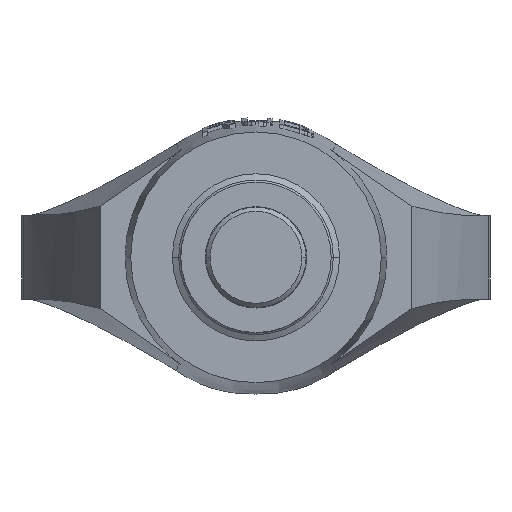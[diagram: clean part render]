
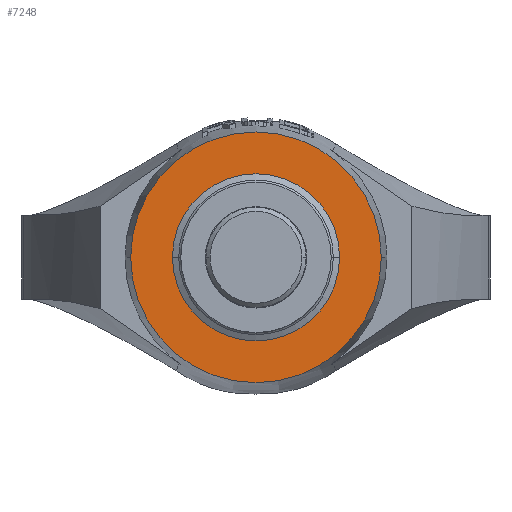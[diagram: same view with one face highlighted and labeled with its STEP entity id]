
A CAD part, front view. The second image highlights one B-rep face of the part: STEP entity #7248.
In plain terms, the highlighted planar face has unit normal (0, -1, 0).
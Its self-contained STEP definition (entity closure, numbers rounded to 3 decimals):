
#2=CARTESIAN_POINT('',(0.,-27.,0.));
#3=DIRECTION('',(0.,-1.,0.));
#4=DIRECTION('',(-1.,0.,0.));
#5=AXIS2_PLACEMENT_3D('',#2,#3,#4);
#7=CARTESIAN_POINT('',(0.,-27.,0.));
#8=DIRECTION('',(0.,-1.,0.));
#9=DIRECTION('',(1.,0.,0.));
#10=AXIS2_PLACEMENT_3D('',#7,#8,#9);
#61=CARTESIAN_POINT('',(0.,-27.,0.));
#62=DIRECTION('',(0.,-1.,0.));
#63=DIRECTION('',(1.,0.,0.));
#64=AXIS2_PLACEMENT_3D('',#61,#62,#63);
#841=CARTESIAN_POINT('',(0.,-27.,0.));
#842=DIRECTION('',(0.,1.,0.));
#843=DIRECTION('',(1.,0.,0.));
#844=AXIS2_PLACEMENT_3D('',#841,#842,#843);
#5725=CARTESIAN_POINT('',(15.,-27.,0.));
#5726=CARTESIAN_POINT('',(-15.,-27.,0.));
#5727=VERTEX_POINT('',#5725);
#5728=VERTEX_POINT('',#5726);
#5755=CARTESIAN_POINT('',(-10.,-27.,0.));
#5756=CARTESIAN_POINT('',(10.,-27.,0.));
#5757=VERTEX_POINT('',#5755);
#5758=VERTEX_POINT('',#5756);
#7231=CARTESIAN_POINT('',(0.,-27.,0.));
#7232=DIRECTION('',(0.,-1.,0.));
#7233=DIRECTION('',(-1.,0.,0.));
#7234=AXIS2_PLACEMENT_3D('',#7231,#7232,#7233);
#7235=PLANE('',#7234);
#7237=ORIENTED_EDGE('',*,*,#7236,.F.);
#7239=ORIENTED_EDGE('',*,*,#7238,.T.);
#7240=EDGE_LOOP('',(#7237,#7239));
#7241=FACE_OUTER_BOUND('',#7240,.F.);
#7243=ORIENTED_EDGE('',*,*,#7242,.T.);
#7245=ORIENTED_EDGE('',*,*,#7244,.T.);
#7246=EDGE_LOOP('',(#7243,#7245));
#7247=FACE_BOUND('',#7246,.F.);
#7248=ADVANCED_FACE('',(#7241,#7247),#7235,.T.);
#6=CIRCLE('',#5,10.);
#11=CIRCLE('',#10,10.);
#65=CIRCLE('',#64,15.);
#845=CIRCLE('',#844,15.);
#7236=EDGE_CURVE('',#5727,#5728,#65,.T.);
#7238=EDGE_CURVE('',#5727,#5728,#845,.T.);
#7242=EDGE_CURVE('',#5757,#5758,#6,.T.);
#7244=EDGE_CURVE('',#5758,#5757,#11,.T.);
